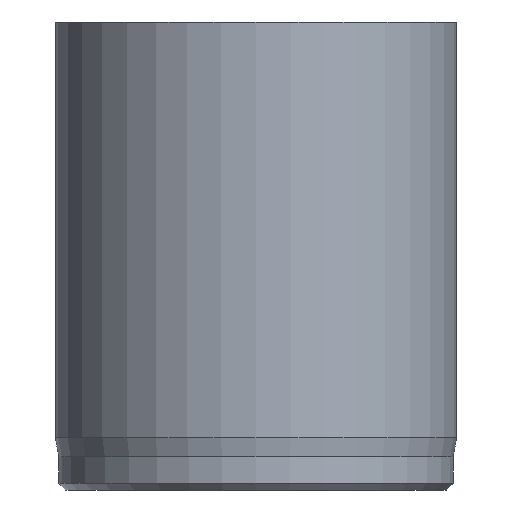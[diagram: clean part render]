
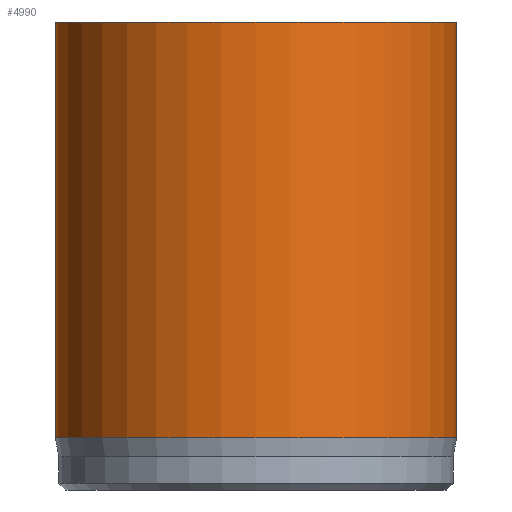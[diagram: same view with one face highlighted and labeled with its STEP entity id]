
A CAD part, front view. The second image highlights one B-rep face of the part: STEP entity #4990.
In plain terms, the highlighted cylindrical face has radius 6 mm (diameter 12 mm), a full revolution.
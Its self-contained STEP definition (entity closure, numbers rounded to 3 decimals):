
#31=CYLINDRICAL_SURFACE('',#5176,6.);
#45=CIRCLE('',#5145,6.);
#57=CIRCLE('',#5174,6.);
#58=CIRCLE('',#5175,6.);
#459=FACE_OUTER_BOUND('',#764,.T.);
#764=EDGE_LOOP('',(#4465,#4466,#4467,#4468,#4469));
#1136=LINE('',#9431,#1514);
#1514=VECTOR('',#5786,6.);
#2315=VERTEX_POINT('',#9378);
#2327=VERTEX_POINT('',#9425);
#2328=VERTEX_POINT('',#9426);
#3027=EDGE_CURVE('',#2315,#2315,#45,.T.);
#3045=EDGE_CURVE('',#2327,#2328,#57,.T.);
#3046=EDGE_CURVE('',#2328,#2327,#58,.T.);
#3048=EDGE_CURVE('',#2315,#2327,#1136,.T.);
#4465=ORIENTED_EDGE('',*,*,#3027,.T.);
#4466=ORIENTED_EDGE('',*,*,#3048,.T.);
#4467=ORIENTED_EDGE('',*,*,#3045,.T.);
#4468=ORIENTED_EDGE('',*,*,#3046,.T.);
#4469=ORIENTED_EDGE('',*,*,#3048,.F.);
#4990=ADVANCED_FACE('',(#459),#31,.T.);
#5145=AXIS2_PLACEMENT_3D('',#9379,#5715,#5716);
#5174=AXIS2_PLACEMENT_3D('',#9427,#5779,#5780);
#5175=AXIS2_PLACEMENT_3D('',#9428,#5781,#5782);
#5176=AXIS2_PLACEMENT_3D('',#9430,#5784,#5785);
#5715=DIRECTION('center_axis',(0.,0.,-1.));
#5716=DIRECTION('ref_axis',(-1.,0.,0.));
#5779=DIRECTION('center_axis',(0.,0.,1.));
#5780=DIRECTION('ref_axis',(-1.,0.,0.));
#5781=DIRECTION('center_axis',(0.,0.,1.));
#5782=DIRECTION('ref_axis',(-1.,0.,0.));
#5784=DIRECTION('center_axis',(0.,0.,1.));
#5785=DIRECTION('ref_axis',(-1.,0.,0.));
#5786=DIRECTION('',(0.,0.,-1.));
#9378=CARTESIAN_POINT('',(6.,0.,14.));
#9379=CARTESIAN_POINT('Origin',(0.,0.,14.));
#9425=CARTESIAN_POINT('',(6.,0.,1.567));
#9426=CARTESIAN_POINT('',(-6.,0.,1.567));
#9427=CARTESIAN_POINT('Origin',(0.,0.,1.567));
#9428=CARTESIAN_POINT('Origin',(0.,0.,1.567));
#9430=CARTESIAN_POINT('Origin',(0.,0.,0.));
#9431=CARTESIAN_POINT('',(6.,0.,0.));
